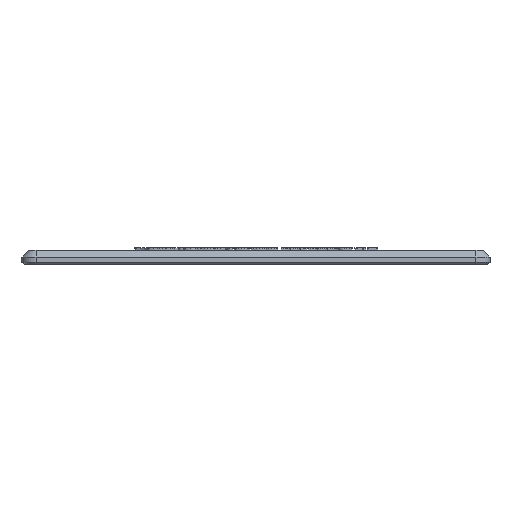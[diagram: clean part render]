
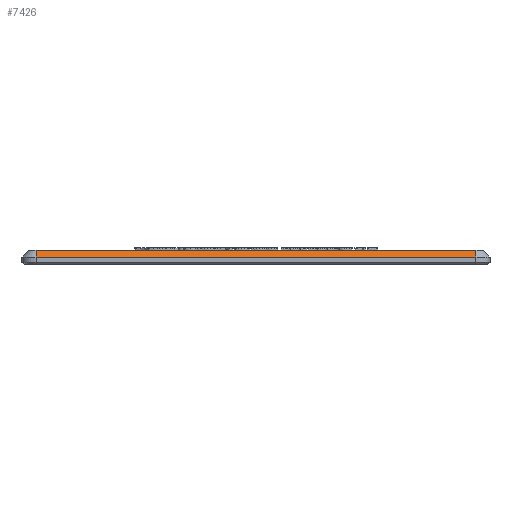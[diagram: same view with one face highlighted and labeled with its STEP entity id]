
A CAD part, front view. The second image highlights one B-rep face of the part: STEP entity #7426.
In plain terms, the highlighted planar face has unit normal (0, -0.707, 0.707).
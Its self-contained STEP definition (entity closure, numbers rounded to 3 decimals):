
#293 = VERTEX_POINT('',#294);
#294 = CARTESIAN_POINT('',(-48.75,-35.375,3.125));
#301 = EDGE_CURVE('',#293,#302,#304,.T.);
#302 = VERTEX_POINT('',#303);
#303 = CARTESIAN_POINT('',(48.75,-35.375,3.125));
#304 = LINE('',#305,#306);
#305 = CARTESIAN_POINT('',(-48.75,-35.375,3.125));
#306 = VECTOR('',#307,1.);
#307 = DIRECTION('',(1.,0.,0.));
#7382 = VERTEX_POINT('',#7383);
#7383 = CARTESIAN_POINT('',(-48.75,-36.875,1.625));
#7390 = EDGE_CURVE('',#7382,#293,#7391,.T.);
#7391 = LINE('',#7392,#7393);
#7392 = CARTESIAN_POINT('',(-48.75,-36.875,1.625));
#7393 = VECTOR('',#7394,1.);
#7394 = DIRECTION('',(0.,0.707,0.707)
  );
#7426 = ADVANCED_FACE('',(#7427),#7445,.F.);
#7427 = FACE_BOUND('',#7428,.T.);
#7428 = EDGE_LOOP('',(#7429,#7430,#7438,#7444));
#7429 = ORIENTED_EDGE('',*,*,#7390,.F.);
#7430 = ORIENTED_EDGE('',*,*,#7431,.T.);
#7431 = EDGE_CURVE('',#7382,#7432,#7434,.T.);
#7432 = VERTEX_POINT('',#7433);
#7433 = CARTESIAN_POINT('',(48.75,-36.875,1.625));
#7434 = LINE('',#7435,#7436);
#7435 = CARTESIAN_POINT('',(-48.75,-36.875,1.625));
#7436 = VECTOR('',#7437,1.);
#7437 = DIRECTION('',(1.,0.,0.));
#7438 = ORIENTED_EDGE('',*,*,#7439,.T.);
#7439 = EDGE_CURVE('',#7432,#302,#7440,.T.);
#7440 = LINE('',#7441,#7442);
#7441 = CARTESIAN_POINT('',(48.75,-36.125,2.375));
#7442 = VECTOR('',#7443,1.);
#7443 = DIRECTION('',(0.,0.707,0.707)
  );
#7444 = ORIENTED_EDGE('',*,*,#301,.F.);
#7445 = PLANE('',#7446);
#7446 = AXIS2_PLACEMENT_3D('',#7447,#7448,#7449);
#7447 = CARTESIAN_POINT('',(-48.75,-36.125,2.375));
#7448 = DIRECTION('',(0.,0.707,-0.707)
  );
#7449 = DIRECTION('',(-1.,0.,0.));
